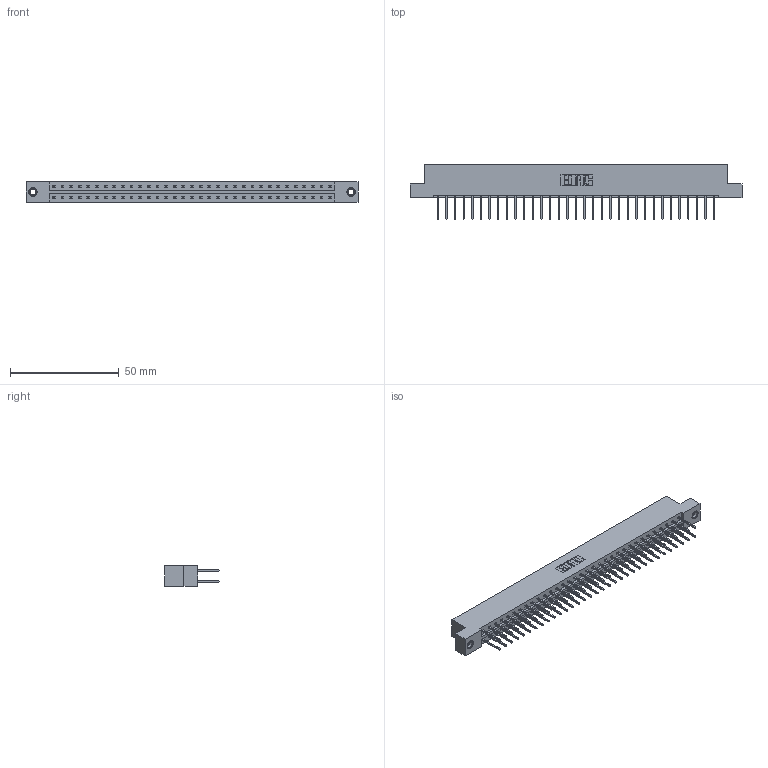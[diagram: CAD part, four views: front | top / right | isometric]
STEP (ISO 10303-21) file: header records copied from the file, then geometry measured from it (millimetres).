
FILE_DESCRIPTION (( 'STEP AP203' ), '1' );
FILE_NAME ('833-066-523-207.STEP', '2020-06-05T08:36:55', ( '' ), ( '' ), 'SwSTEP 2.0', 'SolidWorks 2020', '' );
FILE_SCHEMA (( 'CONFIG_CONTROL_DESIGN' ));
Length unit declared in the file: inch
Products named in the file (4): 345-292-001_345-293-123; 345-250-001_345-250-005-103; 833 Part_Flush - .156 Dia - TI; 833-066-523-207
Assembly tree (69 placements, depth 2):
  833-066-523-207
    833 Part_Flush - .156 Dia - TI
    345-292-001_345-293-123  x66
    345-250-001_345-250-005-103  x2
Bounding box: 152.3 x 25.15 x 9.4 mm (x, y, z)
Volume: 15586.4 mm3; surface area: 19004.7 mm2
Topology: 69 solids, 69 shells, 3606 faces, 10677 edges, 7022 vertices
Faces by surface type: plane 2478, cylinder 1112, cone 12, torus 4
Entity records: 23598 total; most frequent: CARTESIAN_POINT 3905, ORIENTED_EDGE 3834, DIRECTION 3383, EDGE_CURVE 1917, VECTOR 1769, LINE 1769, VERTEX_POINT 1272, AXIS2_PLACEMENT_3D 807
